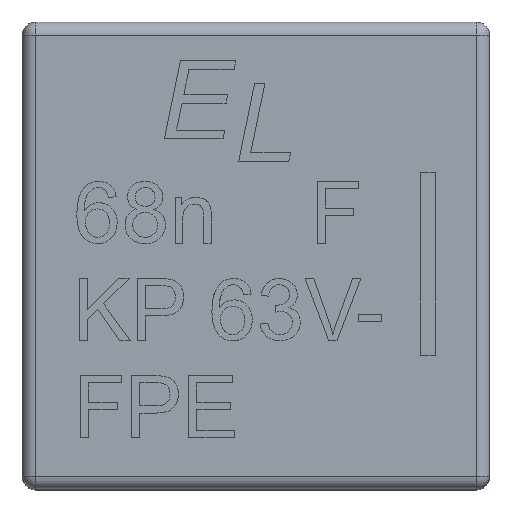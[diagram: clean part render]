
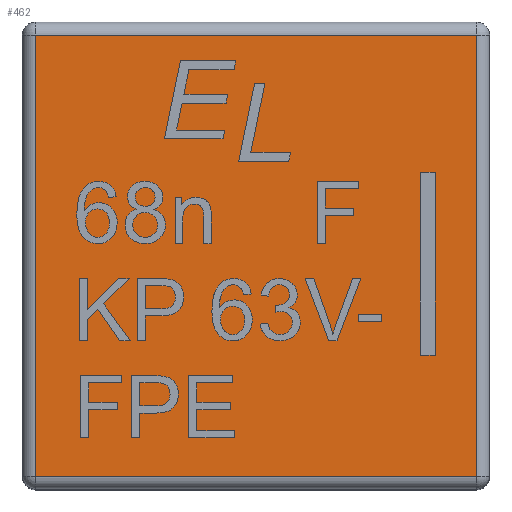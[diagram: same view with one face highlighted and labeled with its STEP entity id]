
A CAD part, top view. The second image highlights one B-rep face of the part: STEP entity #462.
In plain terms, the highlighted planar face has unit normal (0, 0, 1).
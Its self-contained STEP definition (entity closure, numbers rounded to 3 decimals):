
#285 = VERTEX_POINT('',#286);
#286 = CARTESIAN_POINT('',(-8.44,-3.36,13.));
#293 = EDGE_CURVE('',#285,#294,#296,.T.);
#294 = VERTEX_POINT('',#295);
#295 = CARTESIAN_POINT('',(-8.44,8.44,13.));
#296 = LINE('',#297,#298);
#297 = CARTESIAN_POINT('',(-8.44,-3.71,13.));
#298 = VECTOR('',#299,1.);
#299 = DIRECTION('',(0.,1.,0.));
#462 = ADVANCED_FACE('',(#463),#488,.T.);
#463 = FACE_BOUND('',#464,.T.);
#464 = EDGE_LOOP('',(#465,#466,#474,#482));
#465 = ORIENTED_EDGE('',*,*,#293,.F.);
#466 = ORIENTED_EDGE('',*,*,#467,.T.);
#467 = EDGE_CURVE('',#285,#468,#470,.T.);
#468 = VERTEX_POINT('',#469);
#469 = CARTESIAN_POINT('',(3.36,-3.36,13.));
#470 = LINE('',#471,#472);
#471 = CARTESIAN_POINT('',(-8.79,-3.36,13.));
#472 = VECTOR('',#473,1.);
#473 = DIRECTION('',(1.,0.,0.));
#474 = ORIENTED_EDGE('',*,*,#475,.T.);
#475 = EDGE_CURVE('',#468,#476,#478,.T.);
#476 = VERTEX_POINT('',#477);
#477 = CARTESIAN_POINT('',(3.36,8.44,13.));
#478 = LINE('',#479,#480);
#479 = CARTESIAN_POINT('',(3.36,-3.71,13.));
#480 = VECTOR('',#481,1.);
#481 = DIRECTION('',(0.,1.,0.));
#482 = ORIENTED_EDGE('',*,*,#483,.F.);
#483 = EDGE_CURVE('',#294,#476,#484,.T.);
#484 = LINE('',#485,#486);
#485 = CARTESIAN_POINT('',(-8.79,8.44,13.));
#486 = VECTOR('',#487,1.);
#487 = DIRECTION('',(1.,0.,0.));
#488 = PLANE('',#489);
#489 = AXIS2_PLACEMENT_3D('',#490,#491,#492);
#490 = CARTESIAN_POINT('',(-8.79,-3.71,13.));
#491 = DIRECTION('',(0.,0.,1.));
#492 = DIRECTION('',(1.,0.,0.));
